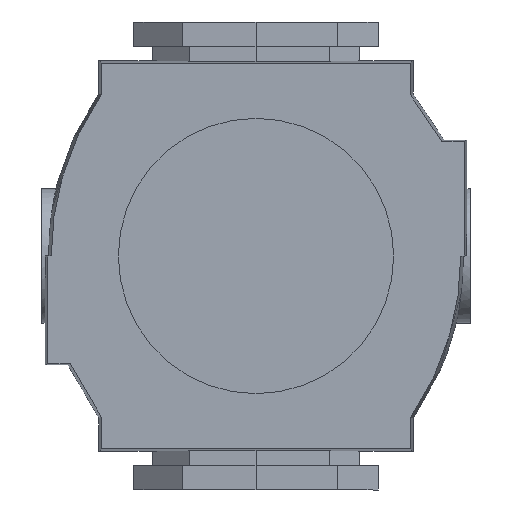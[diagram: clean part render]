
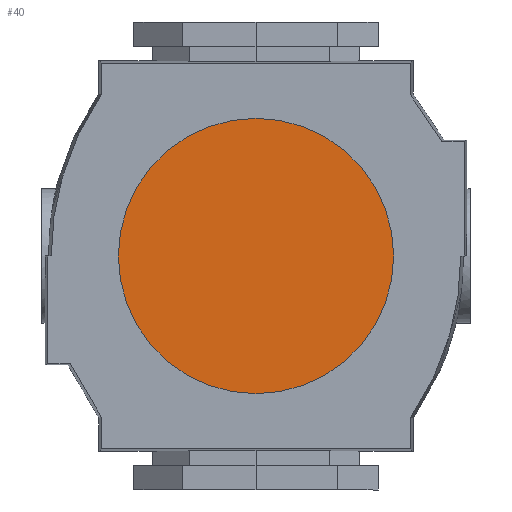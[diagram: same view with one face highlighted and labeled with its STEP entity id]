
A CAD part, front view. The second image highlights one B-rep face of the part: STEP entity #40.
In plain terms, the highlighted face is planar.
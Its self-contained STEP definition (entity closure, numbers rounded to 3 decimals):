
#40 = ADVANCED_FACE ( 'NONE', ( #3123 ), #2810, .T. ) ;
#257 = ORIENTED_EDGE ( 'NONE', *, *, #4065, .T. ) ;
#523 = AXIS2_PLACEMENT_3D ( 'NONE', #4737, #4404, #2000 ) ;
#697 = DIRECTION ( 'NONE',  ( 0., 0., 1. ) ) ;
#722 = DIRECTION ( 'NONE',  ( 0., 0., 1. ) ) ;
#970 = CIRCLE ( 'NONE', #1137, 20. ) ;
#1073 = VERTEX_POINT ( 'NONE', #3735 ) ;
#1137 = AXIS2_PLACEMENT_3D ( 'NONE', #2023, #5025, #697 ) ;
#2000 = DIRECTION ( 'NONE',  ( 0., 0., 1. ) ) ;
#2023 = CARTESIAN_POINT ( 'NONE',  ( 0., 39.2, 0. ) ) ;
#2409 = VERTEX_POINT ( 'NONE', #3628 ) ;
#2551 = EDGE_CURVE ( 'NONE', #1073, #2409, #4360, .T. ) ;
#2766 = EDGE_LOOP ( 'NONE', ( #2773, #257 ) ) ;
#2773 = ORIENTED_EDGE ( 'NONE', *, *, #2551, .T. ) ;
#2810 = PLANE ( 'NONE',  #523 ) ;
#3123 = FACE_OUTER_BOUND ( 'NONE', #2766, .T. ) ;
#3628 = CARTESIAN_POINT ( 'NONE',  ( 0., 39.2, -20. ) ) ;
#3735 = CARTESIAN_POINT ( 'NONE',  ( 0., 39.2, 20. ) ) ;
#3889 = DIRECTION ( 'NONE',  ( 0., 1., 0. ) ) ;
#4065 = EDGE_CURVE ( 'NONE', #2409, #1073, #970, .T. ) ;
#4308 = CARTESIAN_POINT ( 'NONE',  ( 0., 39.2, 0. ) ) ;
#4360 = CIRCLE ( 'NONE', #5008, 20. ) ;
#4404 = DIRECTION ( 'NONE',  ( 0., 1., 0. ) ) ;
#4737 = CARTESIAN_POINT ( 'NONE',  ( 0., 39.2, 0. ) ) ;
#5008 = AXIS2_PLACEMENT_3D ( 'NONE', #4308, #3889, #722 ) ;
#5025 = DIRECTION ( 'NONE',  ( 0., 1., 0. ) ) ;
